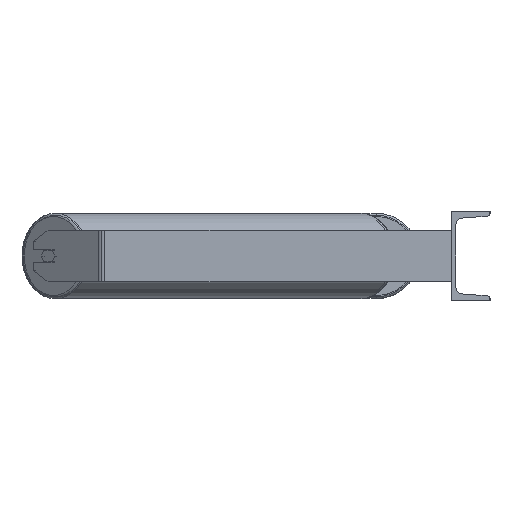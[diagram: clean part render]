
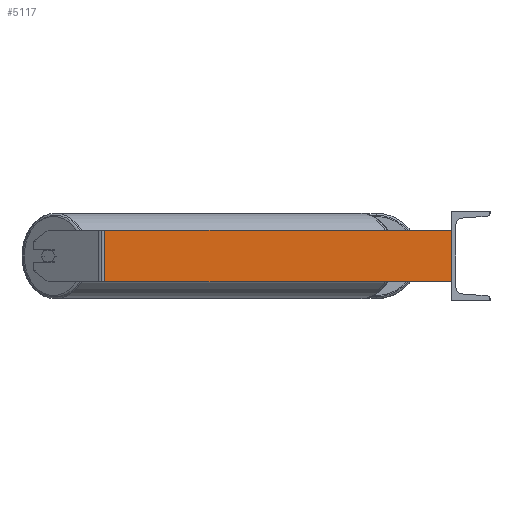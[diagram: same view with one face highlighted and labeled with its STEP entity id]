
A CAD part, left-side view. The second image highlights one B-rep face of the part: STEP entity #5117.
In plain terms, the highlighted planar face has unit normal (-1, 0, 0).
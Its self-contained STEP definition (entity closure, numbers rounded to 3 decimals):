
#46 = CARTESIAN_POINT ( 'NONE',  ( -1085., 545.579, 40. ) ) ;
#99 = DIRECTION ( 'NONE',  ( 1., 0., 0. ) ) ;
#332 = EDGE_LOOP ( 'NONE', ( #8466, #1291, #732, #444 ) ) ;
#444 = ORIENTED_EDGE ( 'NONE', *, *, #5633, .T. ) ;
#622 = CARTESIAN_POINT ( 'NONE',  ( -1085., 0., 40. ) ) ;
#732 = ORIENTED_EDGE ( 'NONE', *, *, #3779, .F. ) ;
#1235 = EDGE_CURVE ( 'NONE', #8064, #2283, #6216, .T. ) ;
#1291 = ORIENTED_EDGE ( 'NONE', *, *, #7333, .F. ) ;
#1682 = LINE ( 'NONE', #4464, #3532 ) ;
#2273 = DIRECTION ( 'NONE',  ( 0., 0., -1. ) ) ;
#2283 = VERTEX_POINT ( 'NONE', #4903 ) ;
#2336 = CARTESIAN_POINT ( 'NONE',  ( -1085., 539.756, 40. ) ) ;
#2460 = DIRECTION ( 'NONE',  ( 0., 0., -1. ) ) ;
#2859 = DIRECTION ( 'NONE',  ( 0., 0., -1. ) ) ;
#2936 = VECTOR ( 'NONE', #2273, 1000. ) ;
#3155 = VECTOR ( 'NONE', #3521, 1000. ) ;
#3521 = DIRECTION ( 'NONE',  ( 0., -1., 0. ) ) ;
#3532 = VECTOR ( 'NONE', #2460, 1000. ) ;
#3553 = VERTEX_POINT ( 'NONE', #622 ) ;
#3708 = LINE ( 'NONE', #8537, #2936 ) ;
#3779 = EDGE_CURVE ( 'NONE', #4873, #3553, #6258, .T. ) ;
#4016 = DIRECTION ( 'NONE',  ( 0., -1., 0. ) ) ;
#4194 = CARTESIAN_POINT ( 'NONE',  ( -1085., 545.579, -40. ) ) ;
#4329 = FACE_OUTER_BOUND ( 'NONE', #332, .T. ) ;
#4464 = CARTESIAN_POINT ( 'NONE',  ( -1085., 539.756, 40. ) ) ;
#4500 = CARTESIAN_POINT ( 'NONE',  ( -1085., 539.756, -40. ) ) ;
#4873 = VERTEX_POINT ( 'NONE', #2336 ) ;
#4903 = CARTESIAN_POINT ( 'NONE',  ( -1085., 0., -40. ) ) ;
#5117 = ADVANCED_FACE ( 'NONE', ( #4329 ), #6361, .F. ) ;
#5633 = EDGE_CURVE ( 'NONE', #4873, #8064, #1682, .T. ) ;
#5854 = VECTOR ( 'NONE', #4016, 1000. ) ;
#6216 = LINE ( 'NONE', #4194, #3155 ) ;
#6258 = LINE ( 'NONE', #46, #5854 ) ;
#6361 = PLANE ( 'NONE',  #7428 ) ;
#7333 = EDGE_CURVE ( 'NONE', #3553, #2283, #3708, .T. ) ;
#7428 = AXIS2_PLACEMENT_3D ( 'NONE', #8578, #99, #2859 ) ;
#8064 = VERTEX_POINT ( 'NONE', #4500 ) ;
#8466 = ORIENTED_EDGE ( 'NONE', *, *, #1235, .T. ) ;
#8537 = CARTESIAN_POINT ( 'NONE',  ( -1085., 0., 40. ) ) ;
#8578 = CARTESIAN_POINT ( 'NONE',  ( -1085., 545.579, 40. ) ) ;
